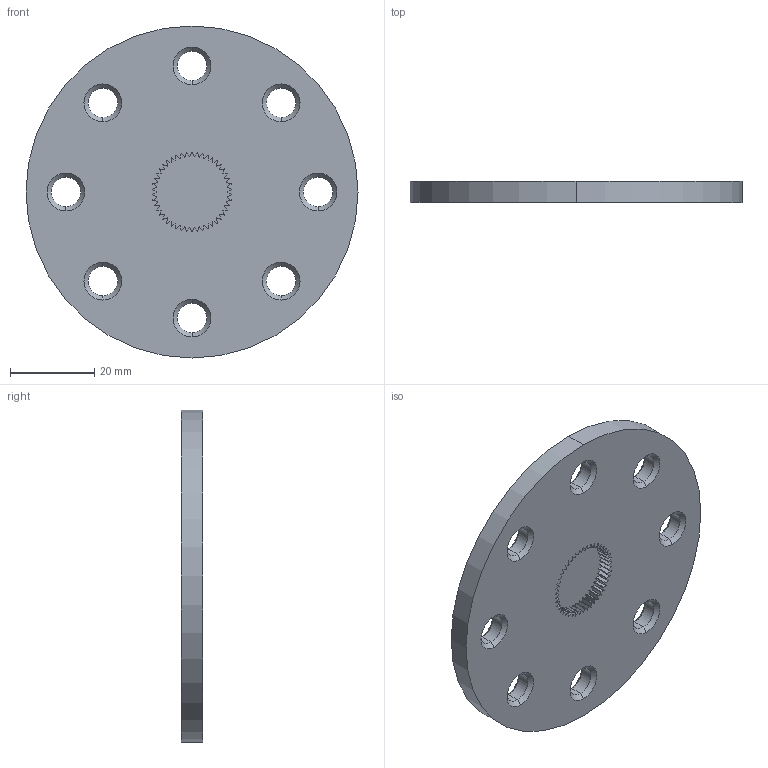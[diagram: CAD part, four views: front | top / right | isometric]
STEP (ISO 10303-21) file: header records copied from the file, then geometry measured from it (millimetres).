
FILE_DESCRIPTION (( 'STEP AP203' ), '1' );
FILE_NAME ('Disco.STEP', '2016-11-16T12:46:44', ( '' ), ( '' ), 'SwSTEP 2.0', 'SolidWorks 2016', '' );
FILE_SCHEMA (( 'CONFIG_CONTROL_DESIGN' ));
Length unit declared in the file: millimetre
Products named in the file (1): Disco
Bounding box: 79 x 5 x 79 mm (x, y, z)
Volume: 22021.8 mm3; surface area: 11459.9 mm2
Topology: 1 solids, 1 shells, 362 faces, 1045 edges, 686 vertices
Faces by surface type: cylinder 235, plane 95, cone 32
Entity records: 12204 total; most frequent: DIRECTION 2273, CARTESIAN_POINT 2094, ORIENTED_EDGE 2090, EDGE_CURVE 1045, AXIS2_PLACEMENT_3D 865, VERTEX_POINT 686, LINE 543, VECTOR 543
